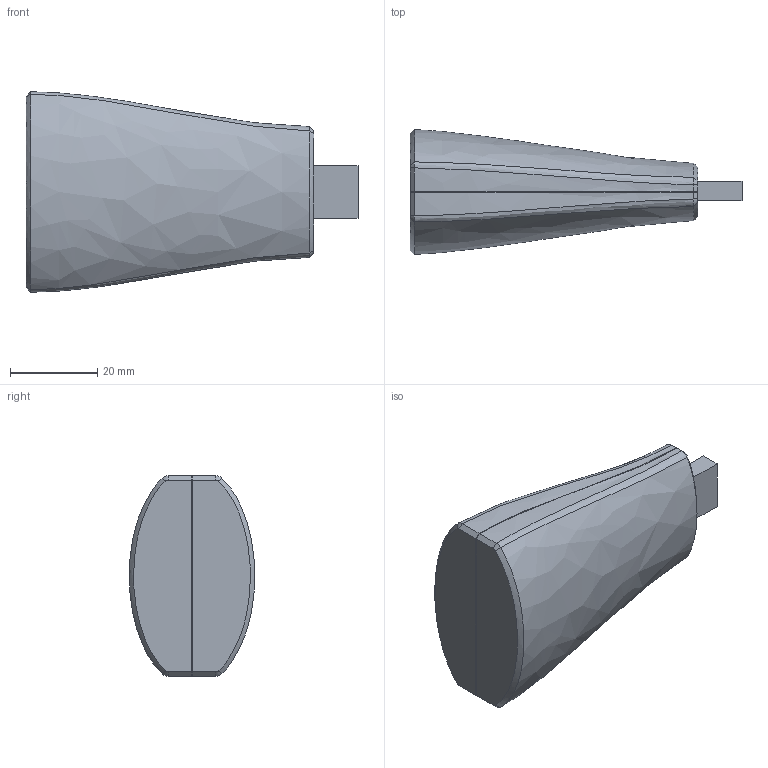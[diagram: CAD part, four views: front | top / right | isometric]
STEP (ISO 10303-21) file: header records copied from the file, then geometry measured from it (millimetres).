
FILE_DESCRIPTION((''),'2;1');
FILE_NAME('IJOEY_ASSY_V2_ASM','2012-10-26T',('Antonio'),(''),'PRO/ENGINEER BY PARAMETRIC TECHNOLOGY CORPORATION, 2010140','PRO/ENGINEER BY PARAMETRIC TECHNOLOGY CORPORATION, 2010140','');
FILE_SCHEMA(('CONFIG_CONTROL_DESIGN'));
Length unit declared in the file: millimetre
Products named in the file (3): IJOEY_BODY_V2; 24_8_USB_CONNECTOR; IJOEY_ASSY_V2_ASM
Assembly tree (2 placements, depth 2):
  IJOEY_ASSY_V2_ASM
    IJOEY_BODY_V2
    24_8_USB_CONNECTOR
Bounding box: 76.15 x 28.65 x 45.99 mm (x, y, z)
Volume: 46144.9 mm3; surface area: 14185.9 mm2
Topology: 3 solids, 3 shells, 50 faces, 110 edges, 68 vertices
Faces by surface type: bspline 30, plane 18, cylinder 2
Entity records: 3162 total; most frequent: CARTESIAN_POINT 2161, ORIENTED_EDGE 220, DIRECTION 120, EDGE_CURVE 110, VERTEX_POINT 68, VECTOR 62, LINE 62, EDGE_LOOP 52
